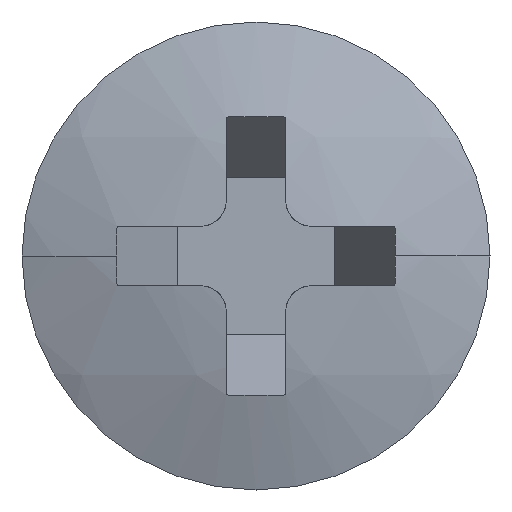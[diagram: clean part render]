
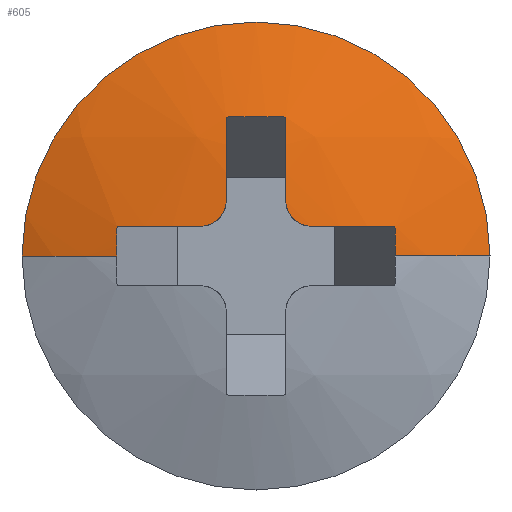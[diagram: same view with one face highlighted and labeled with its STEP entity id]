
A CAD part, left-side view. The second image highlights one B-rep face of the part: STEP entity #605.
In plain terms, the highlighted spherical face has radius 7 mm.
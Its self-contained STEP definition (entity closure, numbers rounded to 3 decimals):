
#13 = DIRECTION ( 'NONE',  ( 0., 1., 0. ) ) ;
#15 = ORIENTED_EDGE ( 'NONE', *, *, #635, .T. ) ;
#18 = DIRECTION ( 'NONE',  ( 0., 0., 1. ) ) ;
#19 = AXIS2_PLACEMENT_3D ( 'NONE', #606, #18, #535 ) ;
#26 = VERTEX_POINT ( 'NONE', #774 ) ;
#38 = DIRECTION ( 'NONE',  ( 0., -1., 0. ) ) ;
#45 = DIRECTION ( 'NONE',  ( 0., 0., 1. ) ) ;
#61 = EDGE_CURVE ( 'NONE', #579, #26, #285, .T. ) ;
#73 = CIRCLE ( 'NONE', #83, 6.713 ) ;
#83 = AXIS2_PLACEMENT_3D ( 'NONE', #225, #302, #696 ) ;
#86 = AXIS2_PLACEMENT_3D ( 'NONE', #743, #38, #560 ) ;
#98 = CARTESIAN_POINT ( 'NONE',  ( 0.027, 0.493, 0.382 ) ) ;
#104 = ORIENTED_EDGE ( 'NONE', *, *, #186, .F. ) ;
#107 = ORIENTED_EDGE ( 'NONE', *, *, #595, .F. ) ;
#119 = CARTESIAN_POINT ( 'NONE',  ( 7., 0., 0. ) ) ;
#122 = ORIENTED_EDGE ( 'NONE', *, *, #320, .T. ) ;
#124 = CARTESIAN_POINT ( 'NONE',  ( 0.563, 0., 2.75 ) ) ;
#133 = EDGE_CURVE ( 'NONE', #26, #753, #73, .T. ) ;
#149 = CARTESIAN_POINT ( 'NONE',  ( 7., 0., 0. ) ) ;
#153 = AXIS2_PLACEMENT_3D ( 'NONE', #738, #416, #614 ) ;
#160 = CARTESIAN_POINT ( 'NONE',  ( 7., 0., 0.35 ) ) ;
#167 = SPHERICAL_SURFACE ( 'NONE', #478, 7. ) ;
#172 = CIRCLE ( 'NONE', #708, 2.75 ) ;
#176 = ORIENTED_EDGE ( 'NONE', *, *, #61, .T. ) ;
#177 = EDGE_CURVE ( 'NONE', #582, #441, #275, .T. ) ;
#178 = CARTESIAN_POINT ( 'NONE',  ( 7., 0., 0. ) ) ;
#179 = DIRECTION ( 'NONE',  ( 0.866, -0.5, 0. ) ) ;
#186 = EDGE_CURVE ( 'NONE', #532, #828, #792, .T. ) ;
#205 = CIRCLE ( 'NONE', #481, 7. ) ;
#211 = ORIENTED_EDGE ( 'NONE', *, *, #177, .T. ) ;
#225 = CARTESIAN_POINT ( 'NONE',  ( 6.008, 0., -1.719 ) ) ;
#228 = CARTESIAN_POINT ( 'NONE',  ( 0.032, 0.571, 0.35 ) ) ;
#232 = CARTESIAN_POINT ( 'NONE',  ( 0.039, 0.65, 0.35 ) ) ;
#242 = CARTESIAN_POINT ( 'NONE',  ( 0.032, 0.35, 0.571 ) ) ;
#255 = DIRECTION ( 'NONE',  ( 0., 0., -1. ) ) ;
#275 = CIRCLE ( 'NONE', #153, 6.713 ) ;
#285 = CIRCLE ( 'NONE', #833, 6.991 ) ;
#286 = CARTESIAN_POINT ( 'NONE',  ( 0.039, -0.35, 0.65 ) ) ;
#292 = EDGE_CURVE ( 'NONE', #694, #532, #205, .T. ) ;
#302 = DIRECTION ( 'NONE',  ( 0.5, 0., 0.866 ) ) ;
#310 = CARTESIAN_POINT ( 'NONE',  ( 0.563, 0., 0. ) ) ;
#314 = AXIS2_PLACEMENT_3D ( 'NONE', #160, #426, #798 ) ;
#320 = EDGE_CURVE ( 'NONE', #634, #475, #717, .T. ) ;
#324 = ORIENTED_EDGE ( 'NONE', *, *, #592, .T. ) ;
#339 = EDGE_CURVE ( 'NONE', #475, #582, #566, .T. ) ;
#348 = ORIENTED_EDGE ( 'NONE', *, *, #292, .F. ) ;
#353 = CARTESIAN_POINT ( 'NONE',  ( 0.039, 0.35, 0.65 ) ) ;
#356 = DIRECTION ( 'NONE',  ( 0.5, 0.866, 0. ) ) ;
#360 = CARTESIAN_POINT ( 'NONE',  ( 0.027, -0.382, 0.493 ) ) ;
#364 = CARTESIAN_POINT ( 'NONE',  ( 0.039, -0.65, 0.35 ) ) ;
#375 = DIRECTION ( 'NONE',  ( 0., 0., -1. ) ) ;
#378 = FACE_OUTER_BOUND ( 'NONE', #666, .T. ) ;
#384 = AXIS2_PLACEMENT_3D ( 'NONE', #119, #758, #765 ) ;
#409 = CARTESIAN_POINT ( 'NONE',  ( 0.032, -0.35, 0.571 ) ) ;
#412 = AXIS2_PLACEMENT_3D ( 'NONE', #695, #356, #179 ) ;
#416 = DIRECTION ( 'NONE',  ( 0.5, -0.866, 0. ) ) ;
#421 = CARTESIAN_POINT ( 'NONE',  ( 0.027, 0.383, 0.493 ) ) ;
#426 = DIRECTION ( 'NONE',  ( 0., 0., 1. ) ) ;
#429 = DIRECTION ( 'NONE',  ( -1., 0., 0. ) ) ;
#433 = EDGE_CURVE ( 'NONE', #638, #603, #721, .T. ) ;
#440 = ORIENTED_EDGE ( 'NONE', *, *, #133, .T. ) ;
#441 = VERTEX_POINT ( 'NONE', #618 ) ;
#450 = CIRCLE ( 'NONE', #86, 6.991 ) ;
#453 = EDGE_CURVE ( 'NONE', #603, #579, #679, .T. ) ;
#473 = DIRECTION ( 'NONE',  ( 0., 0., -1. ) ) ;
#475 = VERTEX_POINT ( 'NONE', #364 ) ;
#478 = AXIS2_PLACEMENT_3D ( 'NONE', #178, #45, #555 ) ;
#481 = AXIS2_PLACEMENT_3D ( 'NONE', #149, #473, #429 ) ;
#484 = ORIENTED_EDGE ( 'NONE', *, *, #433, .T. ) ;
#488 = EDGE_CURVE ( 'NONE', #694, #638, #531, .T. ) ;
#489 = CARTESIAN_POINT ( 'NONE',  ( 0.039, 0.65, 0.35 ) ) ;
#513 = ORIENTED_EDGE ( 'NONE', *, *, #339, .T. ) ;
#531 = CIRCLE ( 'NONE', #412, 6.713 ) ;
#532 = VERTEX_POINT ( 'NONE', #623 ) ;
#535 = DIRECTION ( 'NONE',  ( 0., 1., 0. ) ) ;
#538 = CARTESIAN_POINT ( 'NONE',  ( 0.202, 1.633, 0.35 ) ) ;
#540 = AXIS2_PLACEMENT_3D ( 'NONE', #752, #691, #375 ) ;
#553 = CARTESIAN_POINT ( 'NONE',  ( 0.032, -0.571, 0.35 ) ) ;
#555 = DIRECTION ( 'NONE',  ( 0., 1., 0. ) ) ;
#560 = DIRECTION ( 'NONE',  ( 0., 0., 1. ) ) ;
#566 = CIRCLE ( 'NONE', #19, 6.991 ) ;
#579 = VERTEX_POINT ( 'NONE', #353 ) ;
#582 = VERTEX_POINT ( 'NONE', #598 ) ;
#592 = EDGE_CURVE ( 'NONE', #441, #785, #784, .T. ) ;
#595 = EDGE_CURVE ( 'NONE', #828, #785, #172, .T. ) ;
#598 = CARTESIAN_POINT ( 'NONE',  ( 0.202, -1.633, 0.35 ) ) ;
#599 = ORIENTED_EDGE ( 'NONE', *, *, #488, .T. ) ;
#602 = CARTESIAN_POINT ( 'NONE',  ( 0.039, -0.65, 0.35 ) ) ;
#603 = VERTEX_POINT ( 'NONE', #489 ) ;
#605 = ADVANCED_FACE ( 'NONE', ( #378 ), #167, .T. ) ;
#606 = CARTESIAN_POINT ( 'NONE',  ( 7., 0., 0.35 ) ) ;
#614 = DIRECTION ( 'NONE',  ( -0.866, -0.5, 0. ) ) ;
#618 = CARTESIAN_POINT ( 'NONE',  ( 0.194, -1.638, 0. ) ) ;
#621 = ORIENTED_EDGE ( 'NONE', *, *, #453, .T. ) ;
#623 = CARTESIAN_POINT ( 'NONE',  ( 0.563, 2.75, 0. ) ) ;
#634 = VERTEX_POINT ( 'NONE', #755 ) ;
#635 = EDGE_CURVE ( 'NONE', #753, #634, #450, .T. ) ;
#638 = VERTEX_POINT ( 'NONE', #538 ) ;
#666 = EDGE_LOOP ( 'NONE', ( #211, #324, #107, #104, #348, #599, #484, #621, #176, #440, #15, #122, #513 ) ) ;
#676 = CARTESIAN_POINT ( 'NONE',  ( 0.027, -0.493, 0.383 ) ) ;
#679 = B_SPLINE_CURVE_WITH_KNOTS ( 'NONE', 3,
 ( #232, #228, #98, #421, #242, #737 ),
 .UNSPECIFIED., .F., .F.,
 ( 4, 2, 4 ),
 ( 0., 0., 0. ),
 .UNSPECIFIED. ) ;
#691 = DIRECTION ( 'NONE',  ( 1., 0., 0. ) ) ;
#694 = VERTEX_POINT ( 'NONE', #697 ) ;
#695 = CARTESIAN_POINT ( 'NONE',  ( 6.008, -1.719, 0. ) ) ;
#696 = DIRECTION ( 'NONE',  ( -0.866, 0., 0.5 ) ) ;
#697 = CARTESIAN_POINT ( 'NONE',  ( 0.194, 1.638, 0. ) ) ;
#708 = AXIS2_PLACEMENT_3D ( 'NONE', #310, #812, #801 ) ;
#717 = B_SPLINE_CURVE_WITH_KNOTS ( 'NONE', 3,
 ( #286, #409, #360, #676, #553, #602 ),
 .UNSPECIFIED., .F., .F.,
 ( 4, 2, 4 ),
 ( 0., 0., 0. ),
 .UNSPECIFIED. ) ;
#721 = CIRCLE ( 'NONE', #314, 6.991 ) ;
#737 = CARTESIAN_POINT ( 'NONE',  ( 0.039, 0.35, 0.65 ) ) ;
#738 = CARTESIAN_POINT ( 'NONE',  ( 6.008, 1.719, 0. ) ) ;
#743 = CARTESIAN_POINT ( 'NONE',  ( 7., -0.35, 0. ) ) ;
#752 = CARTESIAN_POINT ( 'NONE',  ( 0.563, 0., 0. ) ) ;
#753 = VERTEX_POINT ( 'NONE', #823 ) ;
#755 = CARTESIAN_POINT ( 'NONE',  ( 0.039, -0.35, 0.65 ) ) ;
#758 = DIRECTION ( 'NONE',  ( 0., 0., 1. ) ) ;
#765 = DIRECTION ( 'NONE',  ( 0., -1., 0. ) ) ;
#766 = CARTESIAN_POINT ( 'NONE',  ( 0.563, -2.75, 0. ) ) ;
#774 = CARTESIAN_POINT ( 'NONE',  ( 0.202, 0.35, 1.633 ) ) ;
#784 = CIRCLE ( 'NONE', #384, 7. ) ;
#785 = VERTEX_POINT ( 'NONE', #766 ) ;
#792 = CIRCLE ( 'NONE', #540, 2.75 ) ;
#798 = DIRECTION ( 'NONE',  ( 0., 1., 0. ) ) ;
#801 = DIRECTION ( 'NONE',  ( 0., 0., -1. ) ) ;
#812 = DIRECTION ( 'NONE',  ( 1., 0., 0. ) ) ;
#823 = CARTESIAN_POINT ( 'NONE',  ( 0.202, -0.35, 1.633 ) ) ;
#828 = VERTEX_POINT ( 'NONE', #124 ) ;
#829 = CARTESIAN_POINT ( 'NONE',  ( 7., 0.35, 0. ) ) ;
#833 = AXIS2_PLACEMENT_3D ( 'NONE', #829, #13, #255 ) ;
